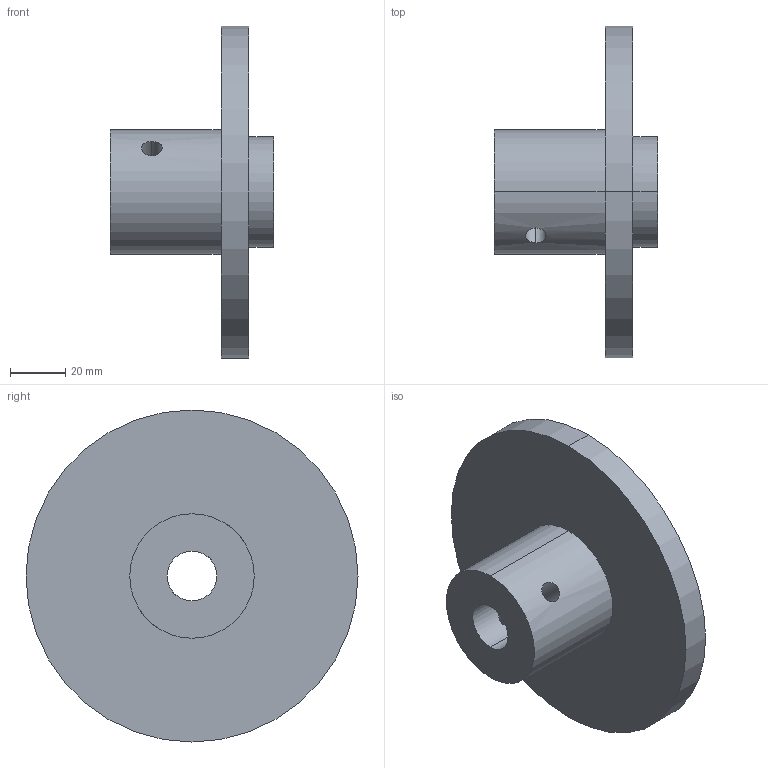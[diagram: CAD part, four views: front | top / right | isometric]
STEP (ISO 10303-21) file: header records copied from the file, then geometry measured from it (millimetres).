
FILE_DESCRIPTION (( 'STEP AP203' ), '1' );
FILE_NAME ('limiteur couple_Défaut_sldprt.STEP', '2019-10-30T13:03:24', ( '' ), ( '' ), 'SwSTEP 2.0', 'SolidWorks 2017', '' );
FILE_SCHEMA (( 'CONFIG_CONTROL_DESIGN' ));
Length unit declared in the file: millimetre
Products named in the file (1): limiteur couple_Défaut_sldprt
Bounding box: 59 x 120 x 120 mm (x, y, z)
Volume: 171708.4 mm3; surface area: 36499.8 mm2
Topology: 1 solids, 1 shells, 18 faces, 42 edges, 27 vertices
Faces by surface type: cylinder 12, plane 4, cone 2
Entity records: 847 total; most frequent: CARTESIAN_POINT 350, DIRECTION 88, ORIENTED_EDGE 80, EDGE_CURVE 40, AXIS2_PLACEMENT_3D 37, EDGE_LOOP 27, VERTEX_POINT 27, CIRCLE 18
